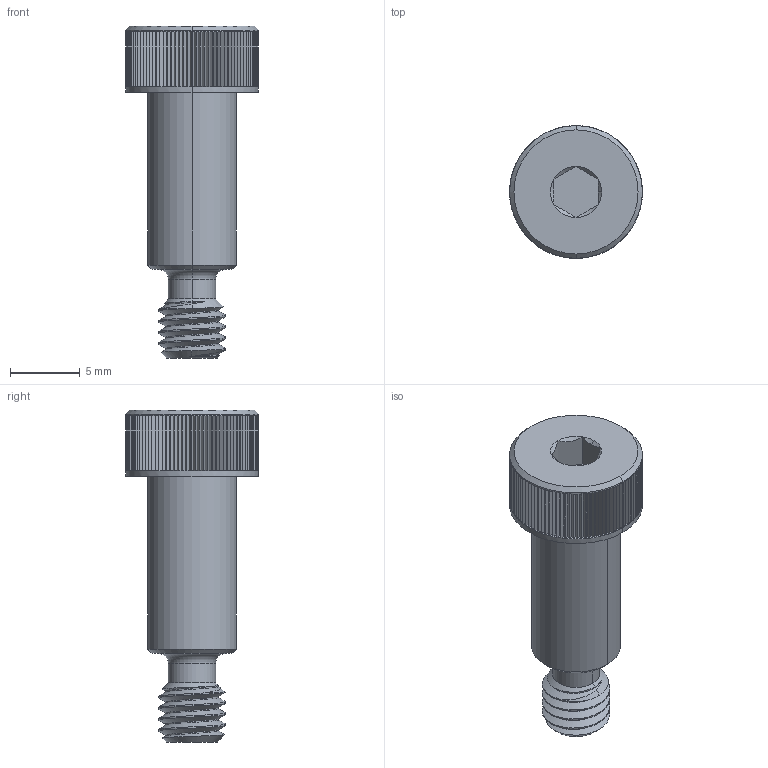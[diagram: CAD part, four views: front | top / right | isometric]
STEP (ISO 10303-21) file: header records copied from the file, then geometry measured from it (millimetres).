
FILE_DESCRIPTION (( 'STEP AP203' ), '1' );
FILE_NAME ('91259A172.STEP', '2018-01-19T20:34:38', ( '' ), ( '' ), 'SwSTEP 2.0', 'SolidWorks 2014', '' );
FILE_SCHEMA (( 'CONFIG_CONTROL_DESIGN' ));
Length unit declared in the file: inch
Products named in the file (1): 91259A172
Bounding box: 9.53 x 9.53 x 23.81 mm (x, y, z)
Volume: 784.6 mm3; surface area: 787.5 mm2
Topology: 1 solids, 1 shells, 443 faces, 1000 edges, 660 vertices
Faces by surface type: plane 407, cone 17, cylinder 14, bspline 3, torus 2
Entity records: 13642 total; most frequent: CARTESIAN_POINT 3470, DIRECTION 2074, ORIENTED_EDGE 2000, EDGE_CURVE 1000, VECTOR 730, LINE 730, AXIS2_PLACEMENT_3D 672, VERTEX_POINT 660
